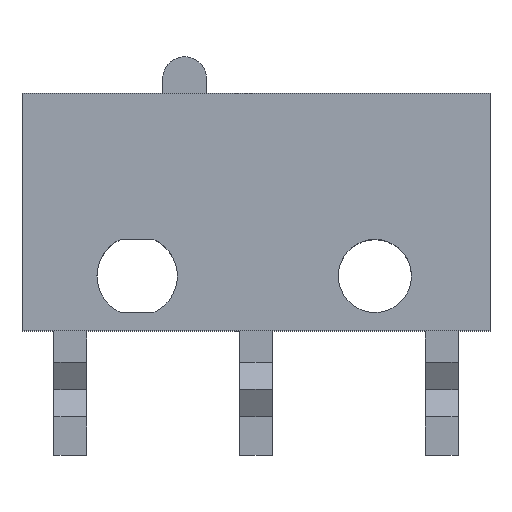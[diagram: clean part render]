
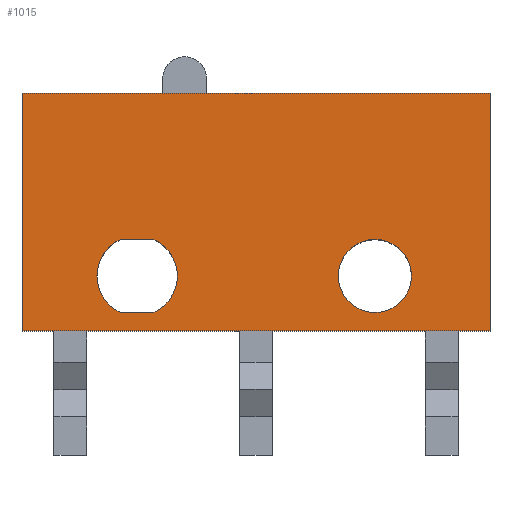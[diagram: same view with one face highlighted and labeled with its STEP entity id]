
A CAD part, top view. The second image highlights one B-rep face of the part: STEP entity #1015.
In plain terms, the highlighted planar face has unit normal (0, 0, 1).
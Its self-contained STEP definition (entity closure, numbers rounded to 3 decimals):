
#31=CIRCLE('',#1098,1.1);
#32=CIRCLE('',#1099,1.1);
#33=CIRCLE('',#1100,1.);
#42=FACE_BOUND('',#122,.T.);
#43=FACE_BOUND('',#123,.T.);
#63=FACE_OUTER_BOUND('',#121,.T.);
#121=EDGE_LOOP('',(#760,#761,#762,#763));
#122=EDGE_LOOP('',(#764,#765,#766,#767));
#123=EDGE_LOOP('',(#768));
#197=LINE('',#1485,#330);
#208=LINE('',#1508,#341);
#224=LINE('',#1540,#357);
#225=LINE('',#1541,#358);
#226=LINE('',#1546,#359);
#227=LINE('',#1549,#360);
#330=VECTOR('',#1205,1000.);
#341=VECTOR('',#1220,1000.);
#357=VECTOR('',#1244,1000.);
#358=VECTOR('',#1245,1000.);
#359=VECTOR('',#1248,1000.);
#360=VECTOR('',#1251,1000.);
#453=VERTEX_POINT('',#1482);
#454=VERTEX_POINT('',#1484);
#464=VERTEX_POINT('',#1507);
#476=VERTEX_POINT('',#1539);
#477=VERTEX_POINT('',#1542);
#478=VERTEX_POINT('',#1543);
#479=VERTEX_POINT('',#1545);
#480=VERTEX_POINT('',#1547);
#481=VERTEX_POINT('',#1550);
#557=EDGE_CURVE('',#454,#453,#197,.T.);
#568=EDGE_CURVE('',#464,#454,#208,.T.);
#584=EDGE_CURVE('',#453,#476,#224,.T.);
#585=EDGE_CURVE('',#476,#464,#225,.T.);
#586=EDGE_CURVE('',#477,#478,#31,.T.);
#587=EDGE_CURVE('',#478,#479,#226,.T.);
#588=EDGE_CURVE('',#479,#480,#32,.T.);
#589=EDGE_CURVE('',#480,#477,#227,.T.);
#590=EDGE_CURVE('',#481,#481,#33,.T.);
#760=ORIENTED_EDGE('',*,*,#568,.T.);
#761=ORIENTED_EDGE('',*,*,#557,.T.);
#762=ORIENTED_EDGE('',*,*,#584,.T.);
#763=ORIENTED_EDGE('',*,*,#585,.T.);
#764=ORIENTED_EDGE('',*,*,#586,.T.);
#765=ORIENTED_EDGE('',*,*,#587,.T.);
#766=ORIENTED_EDGE('',*,*,#588,.T.);
#767=ORIENTED_EDGE('',*,*,#589,.T.);
#768=ORIENTED_EDGE('',*,*,#590,.T.);
#964=PLANE('',#1097);
#1015=ADVANCED_FACE('',(#63,#42,#43),#964,.T.);
#1097=AXIS2_PLACEMENT_3D('',#1538,#1242,#1243);
#1098=AXIS2_PLACEMENT_3D('',#1544,#1246,#1247);
#1099=AXIS2_PLACEMENT_3D('',#1548,#1249,#1250);
#1100=AXIS2_PLACEMENT_3D('',#1551,#1252,#1253);
#1205=DIRECTION('',(1.,0.,0.));
#1220=DIRECTION('',(0.,-1.,0.));
#1242=DIRECTION('center_axis',(0.,0.,1.));
#1243=DIRECTION('ref_axis',(1.,0.,0.));
#1244=DIRECTION('',(0.,1.,0.));
#1245=DIRECTION('',(-1.,0.,0.));
#1246=DIRECTION('center_axis',(0.,0.,-1.));
#1247=DIRECTION('ref_axis',(-1.,0.,0.));
#1248=DIRECTION('',(-1.,0.,0.));
#1249=DIRECTION('center_axis',(0.,0.,-1.));
#1250=DIRECTION('ref_axis',(-1.,0.,0.));
#1251=DIRECTION('',(1.,0.,0.));
#1252=DIRECTION('center_axis',(0.,0.,-1.));
#1253=DIRECTION('ref_axis',(-1.,0.,0.));
#1482=CARTESIAN_POINT('',(3.15,-1.5,2.9));
#1484=CARTESIAN_POINT('',(-9.65,-1.5,2.9));
#1485=CARTESIAN_POINT('',(-9.65,-1.5,2.9));
#1507=CARTESIAN_POINT('',(-9.65,5.,2.9));
#1508=CARTESIAN_POINT('',(-9.65,5.,2.9));
#1538=CARTESIAN_POINT('Origin',(-9.65,5.,2.9));
#1539=CARTESIAN_POINT('',(3.15,5.,2.9));
#1540=CARTESIAN_POINT('',(3.15,5.,2.9));
#1541=CARTESIAN_POINT('',(-9.65,5.,2.9));
#1542=CARTESIAN_POINT('',(-6.042,1.,2.9));
#1543=CARTESIAN_POINT('',(-6.042,-1.,2.9));
#1544=CARTESIAN_POINT('Origin',(-6.5,0.,2.9));
#1545=CARTESIAN_POINT('',(-6.958,-1.,2.9));
#1546=CARTESIAN_POINT('',(-6.042,-1.,2.9));
#1547=CARTESIAN_POINT('',(-6.958,1.,2.9));
#1548=CARTESIAN_POINT('Origin',(-6.5,0.,2.9));
#1549=CARTESIAN_POINT('',(-6.042,1.,2.9));
#1550=CARTESIAN_POINT('',(1.,0.,2.9));
#1551=CARTESIAN_POINT('Origin',(0.,0.,2.9));
